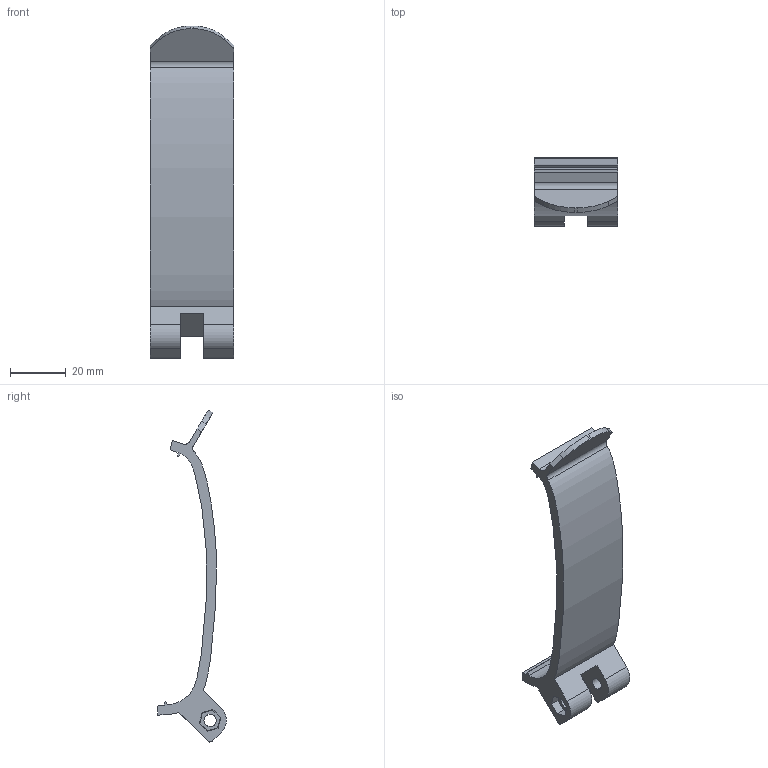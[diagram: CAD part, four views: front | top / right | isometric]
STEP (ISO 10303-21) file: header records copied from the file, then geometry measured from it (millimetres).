
FILE_DESCRIPTION (( 'STEP AP203' ), '1' );
FILE_NAME ('Quest2Mount.STEP', '2025-02-15T19:41:31', ( '' ), ( '' ), 'SwSTEP 2.0', 'SolidWorks 2024', '' );
FILE_SCHEMA (( 'CONFIG_CONTROL_DESIGN' ));
Length unit declared in the file: millimetre
Products named in the file (1): Quest2Mount
Bounding box: 30 x 24.53 x 118.75 mm (x, y, z)
Volume: 15633.4 mm3; surface area: 9998.2 mm2
Topology: 1 solids, 1 shells, 48 faces, 135 edges, 90 vertices
Faces by surface type: plane 30, cylinder 12, bspline 6
Entity records: 1888 total; most frequent: CARTESIAN_POINT 576, ORIENTED_EDGE 270, DIRECTION 233, EDGE_CURVE 135, VECTOR 99, LINE 99, VERTEX_POINT 90, AXIS2_PLACEMENT_3D 67
